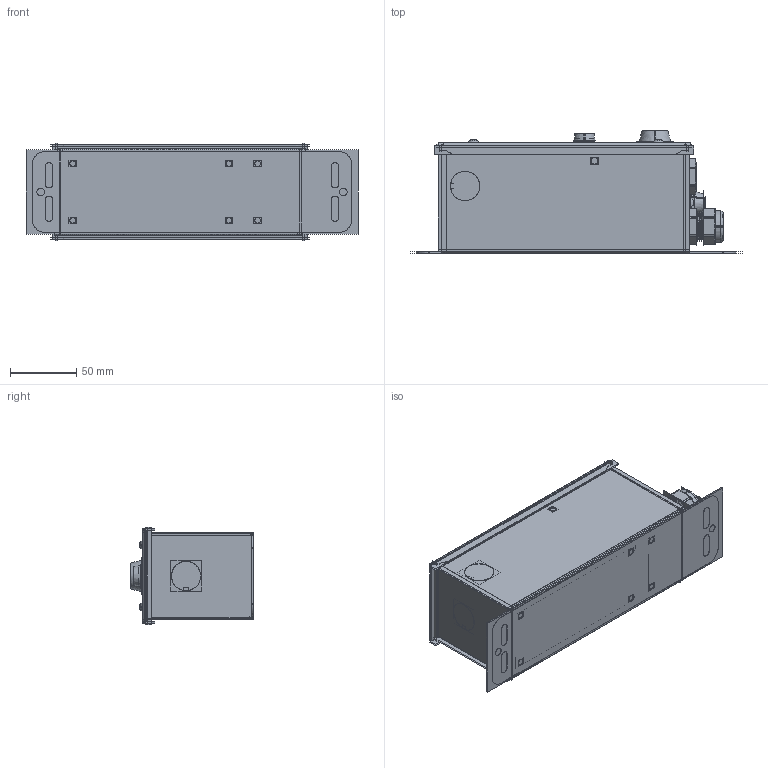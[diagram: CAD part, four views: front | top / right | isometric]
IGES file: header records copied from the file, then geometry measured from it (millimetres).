
Start section:  PTC IGES file: 192612.igs
Global section: file name: 192612.igs; native system: Creo Parametric by Parametric Technology Corporation; preprocessor: 2013230; author: pdmadmin; organization: Unknown; date: 20160127.155415; units: millimetre
Bounding box: 250.95 x 93.32 x 73.96 mm (x, y, z)
Volume: 131751.1 mm3; surface area: 896431.9 mm2
Topology: 37 solids, 41 shells, 2284 faces, 11136 edges, 14033 vertices
Faces by surface type: revolution 1256, bspline 1028
